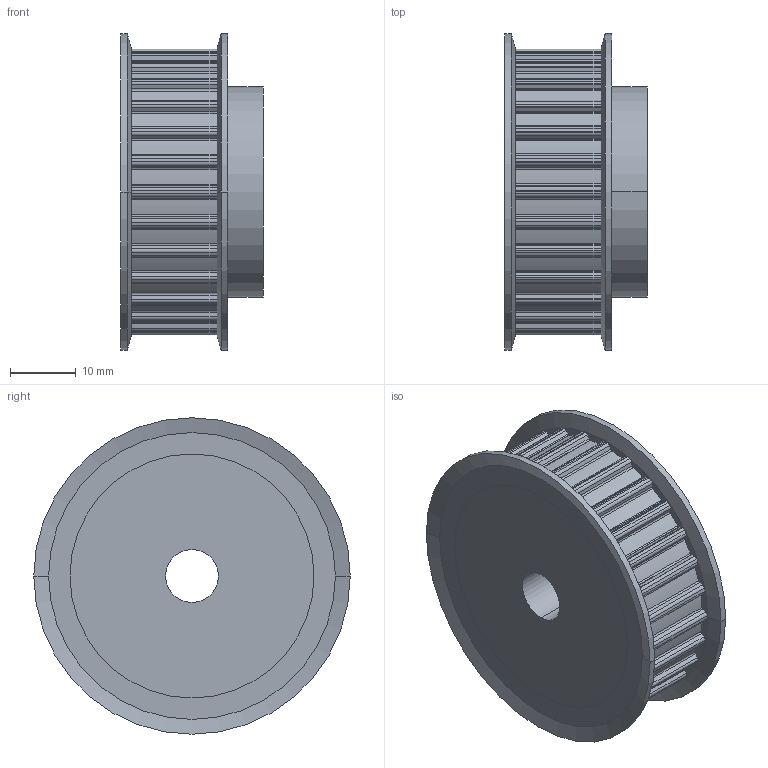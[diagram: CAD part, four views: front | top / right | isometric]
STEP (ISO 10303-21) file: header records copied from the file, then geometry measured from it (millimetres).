
FILE_DESCRIPTION(('HOOPS Exchange Step'),'2;1');
FILE_NAME('export-CD68514D-B243-4F26-90A9-4C473B9EC5F8.stp','2024-01-30T08:45:20+01:00',('Gebruiker'),('Alibre'),'HOOPS Exchange 2021.0','Alibre','Unknown authorisation');
FILE_SCHEMA( ('AP242_MANAGED_MODEL_BASED_3D_ENGINEERING_MIM_LF {1 0 10303 442 1 1 4 }') );
Length unit declared in the file: millimetre
Products named in the file (3): 6572-1 AT5 Pulley 21-AT5 Z=28 for 10mm wide belts BODY; 6572-2 AT5 Pulley 21-AT5 Z=28 for 10mm wide belts BODY; 6572 AT5 Pulley 21-AT5 Z=28 for 10mm wide belts
Assembly tree (3 placements, depth 2):
  6572 AT5 Pulley 21-AT5 Z=28 for 10mm wide belts
    6572-1 AT5 Pulley 21-AT5 Z=28 for 10mm wide belts BODY
    6572-2 AT5 Pulley 21-AT5 Z=28 for 10mm wide belts BODY  x2
Bounding box: 21.6 x 48 x 48 mm (x, y, z)
Volume: 25310.9 mm3; surface area: 9694.2 mm2
Topology: 3 solids, 3 shells, 299 faces, 862 edges, 572 vertices
Faces by surface type: cylinder 226, plane 65, cone 8
Entity records: 9915 total; most frequent: DIRECTION 1886, CARTESIAN_POINT 1700, ORIENTED_EDGE 1684, EDGE_CURVE 842, AXIS2_PLACEMENT_3D 746, VERTEX_POINT 560, CIRCLE 448, VECTOR 394
